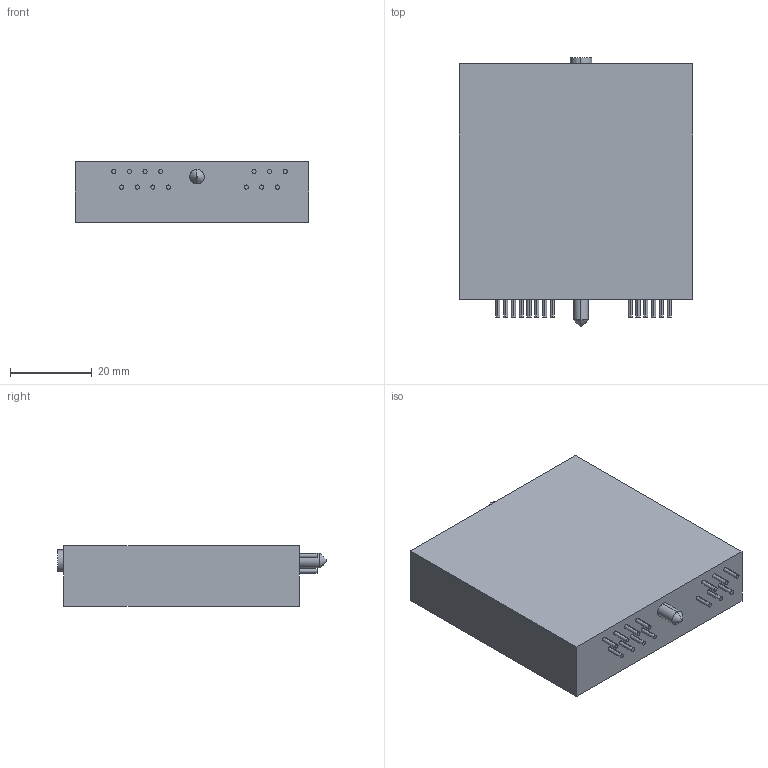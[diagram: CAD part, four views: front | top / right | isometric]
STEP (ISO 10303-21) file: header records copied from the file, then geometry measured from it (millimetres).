
FILE_DESCRIPTION (( 'STEP AP214' ), '1' );
FILE_NAME ('5B.STEP', '2015-08-19T21:24:31', ( 'Robert Koranek' ), ( 'Hewlett-Packard Company' ), 'SwSTEP 2.0', 'SolidWorks 2015', '' );
FILE_SCHEMA (( 'AUTOMOTIVE_DESIGN' ));
Length unit declared in the file: inch
Products named in the file (1): 5B
Bounding box: 57.28 x 65.79 x 14.86 mm (x, y, z)
Volume: 49210 mm3; surface area: 10299.3 mm2
Topology: 1 solids, 1 shells, 56 faces, 112 edges, 74 vertices
Faces by surface type: cylinder 32, plane 22, bspline 2
Entity records: 1758 total; most frequent: CARTESIAN_POINT 501, DIRECTION 278, ORIENTED_EDGE 224, AXIS2_PLACEMENT_3D 117, EDGE_CURVE 112, VERTEX_POINT 74, EDGE_LOOP 72, CIRCLE 62
